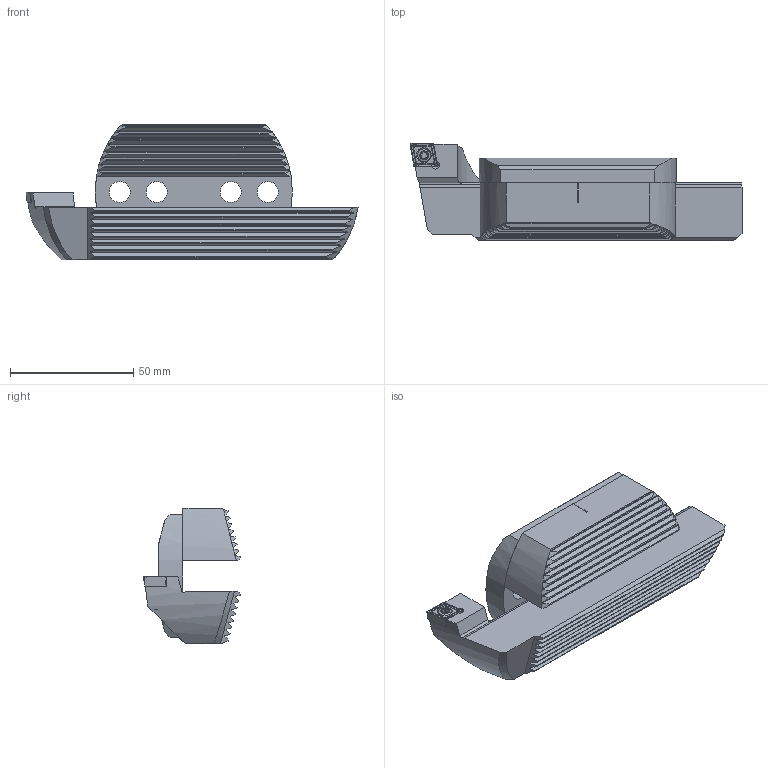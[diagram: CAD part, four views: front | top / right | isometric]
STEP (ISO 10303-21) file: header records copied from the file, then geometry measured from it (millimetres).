
FILE_DESCRIPTION (( 'STEP AP203' ), '1' );
FILE_NAME ('F00-WCB.136.000.STEP', '2017-11-14T13:50:05', ( 'SWIAdmin' ), ( 'Hewlett-Packard Company' ), 'SwSTEP 2.0', 'SolidWorks 2017', '' );
FILE_SCHEMA (( 'CONFIG_CONTROL_DESIGN' ));
Length unit declared in the file: millimetre
Products named in the file (7): CCMT09T304; F00-WCB.136.001; F00-WCB.136.002_A; F00-WCB.136.003_B; F00-WCB.136.000; F00-WCB.136.001_C; WCB-ER2.001.009_A
Assembly tree (6 placements, depth 3):
  F00-WCB.136.000
    F00-WCB.136.001
      F00-WCB.136.001_C
      WCB-ER2.001.009_A
      CCMT09T304
    F00-WCB.136.002_A
    F00-WCB.136.003_B
Bounding box: 134.57 x 39.4 x 55 mm (x, y, z)
Volume: 117329.6 mm3; surface area: 31785.4 mm2
Topology: 5 solids, 5 shells, 639 faces, 1631 edges, 1064 vertices
Faces by surface type: plane 386, bspline 146, cylinder 67, cone 30, torus 8, sphere 2
Entity records: 27553 total; most frequent: CARTESIAN_POINT 12668, ORIENTED_EDGE 3238, DIRECTION 2284, EDGE_CURVE 1619, VERTEX_POINT 1064, LINE 1028, VECTOR 1028, EDGE_LOOP 723
